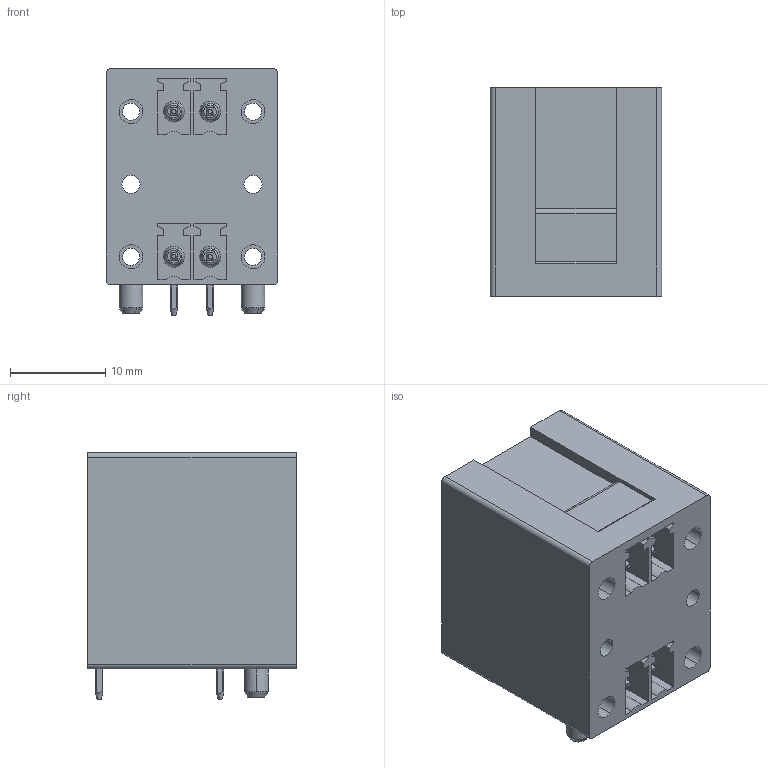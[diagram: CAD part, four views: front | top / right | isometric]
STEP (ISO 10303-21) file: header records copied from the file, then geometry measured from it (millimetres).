
FILE_DESCRIPTION(('CATIA V5 STEP Exchange','CAx-IF Rec.Pracs.--- Model Styling and Organization---1.2---2011-12-15'),'2;1');
FILE_NAME ('D1460832_0_1974180000_1974180000.stp','2018-10-05T06:18:55+00:00',('none'),('Weidmueller'),'CATIA Version 5-6 Release 2014','CATIA V5 STEP AP214','none');
FILE_SCHEMA(('AUTOMOTIVE_DESIGN { 1 0 10303 214 1 1 1 1 }'));
Length unit declared in the file: millimetre
Products named in the file (1): 1974180000
Bounding box: 18.01 x 21.9 x 25.9 mm (x, y, z)
Volume: 7962.7 mm3; surface area: 4571.1 mm2
Topology: 7 solids, 7 shells, 310 faces, 832 edges, 548 vertices
Faces by surface type: plane 184, cylinder 90, cone 28, torus 8
Entity records: 9395 total; most frequent: CARTESIAN_POINT 2439, ORIENTED_EDGE 1664, DIRECTION 1016, EDGE_CURVE 832, VECTOR 548, LINE 548, VERTEX_POINT 548, EDGE_LOOP 342
